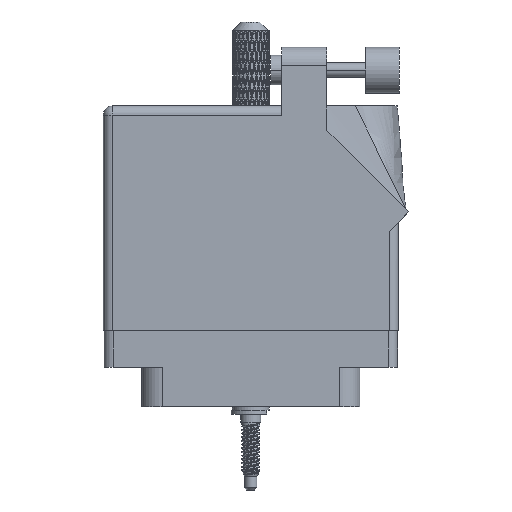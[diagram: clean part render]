
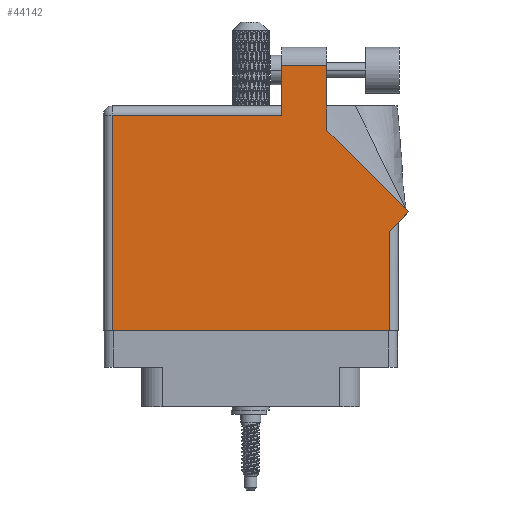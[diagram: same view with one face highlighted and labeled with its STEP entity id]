
A CAD part, front view. The second image highlights one B-rep face of the part: STEP entity #44142.
In plain terms, the highlighted face is planar.
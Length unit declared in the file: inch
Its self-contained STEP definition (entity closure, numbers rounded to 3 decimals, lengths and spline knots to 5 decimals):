
#1828 = VECTOR ( 'NONE', #57489, 39.37008 ) ;
#3989 = VECTOR ( 'NONE', #96840, 39.37008 ) ;
#4980 = VERTEX_POINT ( 'NONE', #94675 ) ;
#5680 = CARTESIAN_POINT ( 'NONE',  ( 0.212, 1.368, 0.455 ) ) ;
#5969 = EDGE_CURVE ( 'NONE', #43419, #61504, #64415, .T. ) ;
#6104 = LINE ( 'NONE', #73617, #25208 ) ;
#6734 = ORIENTED_EDGE ( 'NONE', *, *, #27487, .T. ) ;
#12893 = EDGE_CURVE ( 'NONE', #38378, #21549, #57290, .T. ) ;
#13016 = VECTOR ( 'NONE', #85590, 39.37008 ) ;
#13463 = AXIS2_PLACEMENT_3D ( 'NONE', #88278, #72115, #31422 ) ;
#14154 = CARTESIAN_POINT ( 'NONE',  ( -1.005, -0.1, 0.455 ) ) ;
#14486 = CARTESIAN_POINT ( 'NONE',  ( 1.07571, 0.70771, 0.455 ) ) ;
#14664 = PLANE ( 'NONE',  #13463 ) ;
#16384 = CARTESIAN_POINT ( 'NONE',  ( 1.07571, 0.70771, 0.455 ) ) ;
#16611 = ORIENTED_EDGE ( 'NONE', *, *, #5969, .T. ) ;
#17826 = CARTESIAN_POINT ( 'NONE',  ( -1.005, 1.368, 0.455 ) ) ;
#19646 = EDGE_LOOP ( 'NONE', ( #67582, #75437, #70306, #16611, #70463, #43407, #6734, #45182, #92917 ) ) ;
#21549 = VERTEX_POINT ( 'NONE', #14486 ) ;
#23089 = LINE ( 'NONE', #94500, #13016 ) ;
#25208 = VECTOR ( 'NONE', #98713, 39.37008 ) ;
#27487 = EDGE_CURVE ( 'NONE', #4980, #38378, #84315, .T. ) ;
#27766 = FACE_OUTER_BOUND ( 'NONE', #19646, .T. ) ;
#27938 = VECTOR ( 'NONE', #52402, 39.37008 ) ;
#28808 = EDGE_CURVE ( 'NONE', #51473, #47179, #6104, .T. ) ;
#31175 = VERTEX_POINT ( 'NONE', #32192 ) ;
#31422 = DIRECTION ( 'NONE',  ( -1., 0., 0. ) ) ;
#31594 = LINE ( 'NONE', #72643, #78757 ) ;
#32192 = CARTESIAN_POINT ( 'NONE',  ( 0.212, 1.705, 0.455 ) ) ;
#32337 = CARTESIAN_POINT ( 'NONE',  ( -0.943, 1.368, 0.455 ) ) ;
#38378 = VERTEX_POINT ( 'NONE', #94699 ) ;
#38399 = DIRECTION ( 'NONE',  ( 0.707, 0.707, 0. ) ) ;
#40142 = DIRECTION ( 'NONE',  ( 0., -1., 0. ) ) ;
#40726 = CARTESIAN_POINT ( 'NONE',  ( 0.212, 1.705, 0.455 ) ) ;
#42692 = LINE ( 'NONE', #40726, #1828 ) ;
#43407 = ORIENTED_EDGE ( 'NONE', *, *, #49819, .T. ) ;
#43419 = VERTEX_POINT ( 'NONE', #5680 ) ;
#44142 = ADVANCED_FACE ( 'NONE', ( #27766 ), #14664, .F. ) ;
#44915 = CARTESIAN_POINT ( 'NONE',  ( 0.943, 0.637, 0.455 ) ) ;
#45182 = ORIENTED_EDGE ( 'NONE', *, *, #12893, .T. ) ;
#47179 = VERTEX_POINT ( 'NONE', #86132 ) ;
#47419 = LINE ( 'NONE', #16384, #3989 ) ;
#47469 = LINE ( 'NONE', #14154, #79423 ) ;
#49819 = EDGE_CURVE ( 'NONE', #49975, #4980, #47469, .T. ) ;
#49972 = EDGE_CURVE ( 'NONE', #31175, #43419, #23089, .T. ) ;
#49975 = VERTEX_POINT ( 'NONE', #69826 ) ;
#51473 = VERTEX_POINT ( 'NONE', #99168 ) ;
#52402 = DIRECTION ( 'NONE',  ( 0., 1., 0. ) ) ;
#57290 = LINE ( 'NONE', #61310, #75241 ) ;
#57489 = DIRECTION ( 'NONE',  ( -1., 0., 0. ) ) ;
#61310 = CARTESIAN_POINT ( 'NONE',  ( 1.005, 0.637, 0.455 ) ) ;
#61504 = VERTEX_POINT ( 'NONE', #32337 ) ;
#64415 = LINE ( 'NONE', #17826, #68331 ) ;
#67582 = ORIENTED_EDGE ( 'NONE', *, *, #28808, .T. ) ;
#68331 = VECTOR ( 'NONE', #74949, 39.37008 ) ;
#69826 = CARTESIAN_POINT ( 'NONE',  ( -0.943, -0.1, 0.455 ) ) ;
#70306 = ORIENTED_EDGE ( 'NONE', *, *, #49972, .T. ) ;
#70463 = ORIENTED_EDGE ( 'NONE', *, *, #78260, .T. ) ;
#71279 = DIRECTION ( 'NONE',  ( 1., 0., 0. ) ) ;
#72115 = DIRECTION ( 'NONE',  ( 0., 0., -1. ) ) ;
#72643 = CARTESIAN_POINT ( 'NONE',  ( -0.943, -0.1, 0.455 ) ) ;
#73617 = CARTESIAN_POINT ( 'NONE',  ( 0.519, 1.26442, 0.455 ) ) ;
#74949 = DIRECTION ( 'NONE',  ( -1., 0., 0. ) ) ;
#75241 = VECTOR ( 'NONE', #38399, 39.37008 ) ;
#75437 = ORIENTED_EDGE ( 'NONE', *, *, #80604, .T. ) ;
#78260 = EDGE_CURVE ( 'NONE', #61504, #49975, #31594, .T. ) ;
#78757 = VECTOR ( 'NONE', #40142, 39.37008 ) ;
#79423 = VECTOR ( 'NONE', #71279, 39.37008 ) ;
#80604 = EDGE_CURVE ( 'NONE', #47179, #31175, #42692, .T. ) ;
#84315 = LINE ( 'NONE', #44915, #27938 ) ;
#85590 = DIRECTION ( 'NONE',  ( 0., -1., 0. ) ) ;
#86132 = CARTESIAN_POINT ( 'NONE',  ( 0.519, 1.705, 0.455 ) ) ;
#88278 = CARTESIAN_POINT ( 'NONE',  ( -1.005, 1.43, 0.455 ) ) ;
#92059 = EDGE_CURVE ( 'NONE', #21549, #51473, #47419, .T. ) ;
#92917 = ORIENTED_EDGE ( 'NONE', *, *, #92059, .T. ) ;
#94500 = CARTESIAN_POINT ( 'NONE',  ( 0.212, 1.43, 0.455 ) ) ;
#94675 = CARTESIAN_POINT ( 'NONE',  ( 0.943, -0.1, 0.455 ) ) ;
#94699 = CARTESIAN_POINT ( 'NONE',  ( 0.943, 0.575, 0.455 ) ) ;
#96840 = DIRECTION ( 'NONE',  ( -0.707, 0.707, 0. ) ) ;
#98713 = DIRECTION ( 'NONE',  ( 0., 1., 0. ) ) ;
#99168 = CARTESIAN_POINT ( 'NONE',  ( 0.519, 1.26442, 0.455 ) ) ;
